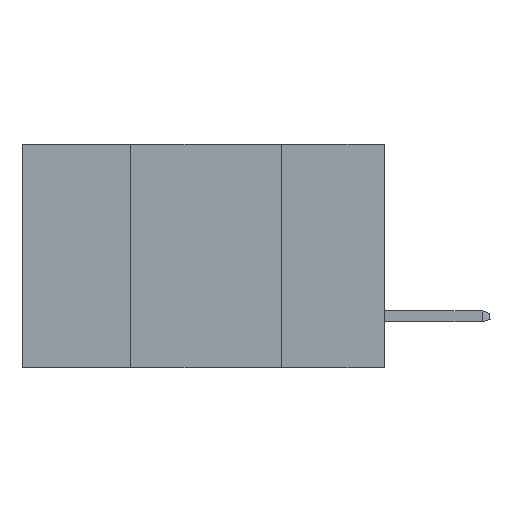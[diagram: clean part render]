
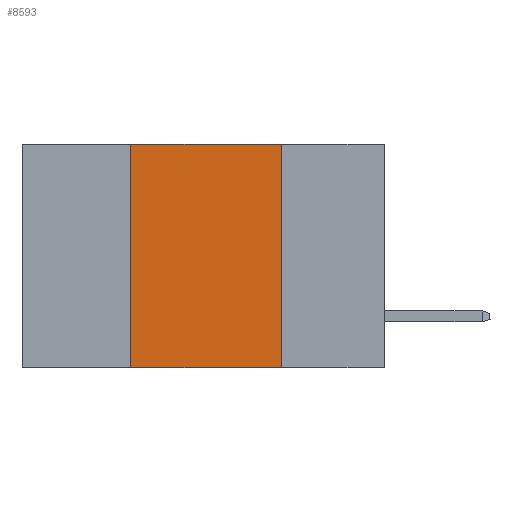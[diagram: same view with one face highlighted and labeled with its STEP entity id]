
A CAD part, left-side view. The second image highlights one B-rep face of the part: STEP entity #8593.
In plain terms, the highlighted planar face has unit normal (-1, 0, 0).
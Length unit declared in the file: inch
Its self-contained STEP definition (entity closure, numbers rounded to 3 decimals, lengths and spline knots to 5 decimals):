
#83 = CARTESIAN_POINT ( 'NONE',  ( 0., 0.6, -0.37 ) ) ;
#200 = VERTEX_POINT ( 'NONE', #244 ) ;
#244 = CARTESIAN_POINT ( 'NONE',  ( 0., 0.17, -0.37 ) ) ;
#1049 = DIRECTION ( 'NONE',  ( 0., 0., -1. ) ) ;
#1292 = EDGE_CURVE ( 'NONE', #3294, #200, #10989, .T. ) ;
#2219 = ORIENTED_EDGE ( 'NONE', *, *, #1292, .F. ) ;
#2807 = FACE_OUTER_BOUND ( 'NONE', #5579, .T. ) ;
#3294 = VERTEX_POINT ( 'NONE', #13984 ) ;
#4703 = EDGE_CURVE ( 'NONE', #10228, #3294, #18566, .T. ) ;
#4990 = LINE ( 'NONE', #83, #10916 ) ;
#5109 = DIRECTION ( 'NONE',  ( 0., -1., 0. ) ) ;
#5228 = ORIENTED_EDGE ( 'NONE', *, *, #4703, .F. ) ;
#5579 = EDGE_LOOP ( 'NONE', ( #2219, #5228, #13143, #18973 ) ) ;
#7619 = DIRECTION ( 'NONE',  ( 0., -1., 0. ) ) ;
#8153 = DIRECTION ( 'NONE',  ( 0., 0., 1. ) ) ;
#8280 = DIRECTION ( 'NONE',  ( 1., 0., 0. ) ) ;
#8593 = ADVANCED_FACE ( 'NONE', ( #2807 ), #22924, .F. ) ;
#9584 = VECTOR ( 'NONE', #1049, 39.37008 ) ;
#9602 = CARTESIAN_POINT ( 'NONE',  ( 0., 0.42, -0.37 ) ) ;
#10228 = VERTEX_POINT ( 'NONE', #13154 ) ;
#10916 = VECTOR ( 'NONE', #5109, 39.37008 ) ;
#10989 = LINE ( 'NONE', #17171, #9584 ) ;
#12010 = DIRECTION ( 'NONE',  ( 0., 0., -1. ) ) ;
#12123 = VECTOR ( 'NONE', #8153, 39.37008 ) ;
#12438 = CARTESIAN_POINT ( 'NONE',  ( 0., 0.42, 0. ) ) ;
#13143 = ORIENTED_EDGE ( 'NONE', *, *, #19787, .F. ) ;
#13154 = CARTESIAN_POINT ( 'NONE',  ( 0., 0.42, 0. ) ) ;
#13984 = CARTESIAN_POINT ( 'NONE',  ( 0., 0.17, 0. ) ) ;
#14755 = CARTESIAN_POINT ( 'NONE',  ( 0., 0.6, 0. ) ) ;
#17171 = CARTESIAN_POINT ( 'NONE',  ( 0., 0.17, 0. ) ) ;
#18543 = VECTOR ( 'NONE', #7619, 39.37008 ) ;
#18566 = LINE ( 'NONE', #14755, #18543 ) ;
#18973 = ORIENTED_EDGE ( 'NONE', *, *, #20652, .T. ) ;
#19787 = EDGE_CURVE ( 'NONE', #20302, #10228, #20898, .T. ) ;
#20302 = VERTEX_POINT ( 'NONE', #9602 ) ;
#20652 = EDGE_CURVE ( 'NONE', #20302, #200, #4990, .T. ) ;
#20898 = LINE ( 'NONE', #12438, #12123 ) ;
#22645 = AXIS2_PLACEMENT_3D ( 'NONE', #22837, #8280, #12010 ) ;
#22837 = CARTESIAN_POINT ( 'NONE',  ( 0., 0.6, 0. ) ) ;
#22924 = PLANE ( 'NONE',  #22645 ) ;
